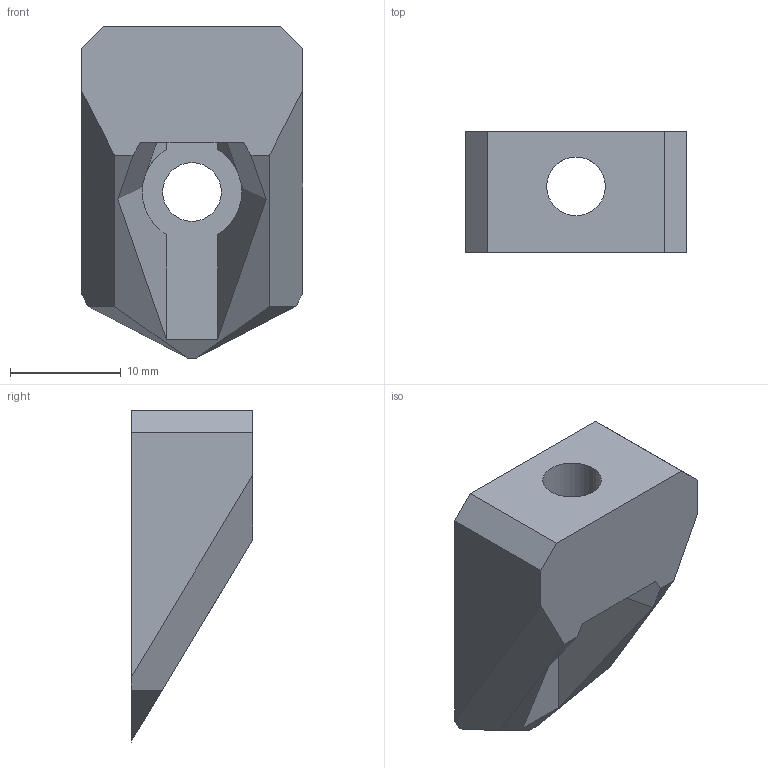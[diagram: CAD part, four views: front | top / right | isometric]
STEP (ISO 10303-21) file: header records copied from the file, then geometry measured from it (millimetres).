
FILE_DESCRIPTION(/* description */ ('STEP AP214'),/* implementation_level */ '2;1');
FILE_NAME(/* name */ 'y_max_endstop_block_narrow.stp',/* time_stamp */ '2021-07-12T19:51:44+02:00',/* author */ ('luk'),/* organization */ (''),/* preprocessor_version */ 'ST-DEVELOPER v18',/* originating_system */ 'Autodesk Inventor 2020',/* authorisation */ ' ');
FILE_SCHEMA (('AUTOMOTIVE_DESIGN { 1 0 10303 214 3 1 1 }'));
Length unit declared in the file: millimetre
Products named in the file (1): y_max_endstop_block_narrow
Bounding box: 20 x 11 x 30 mm (x, y, z)
Volume: 3081.9 mm3; surface area: 2105.5 mm2
Topology: 1 solids, 1 shells, 29 faces, 82 edges, 55 vertices
Faces by surface type: plane 22, cylinder 7
Full cylindrical faces by diameter (mm): 5.3 x2
Entity records: 997 total; most frequent: CARTESIAN_POINT 167, ORIENTED_EDGE 164, DIRECTION 157, EDGE_CURVE 82, LINE 67, VECTOR 67, VERTEX_POINT 55, AXIS2_PLACEMENT_3D 45
